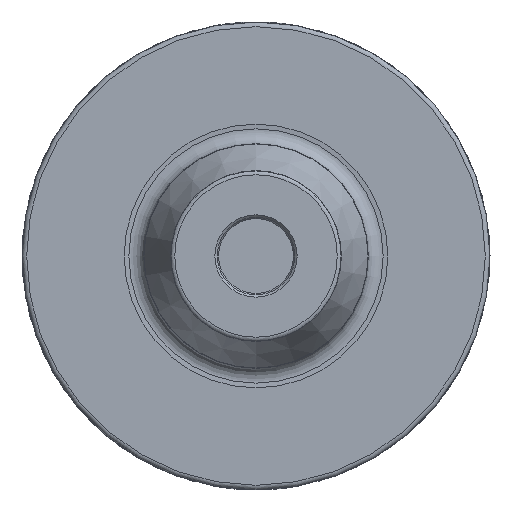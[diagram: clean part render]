
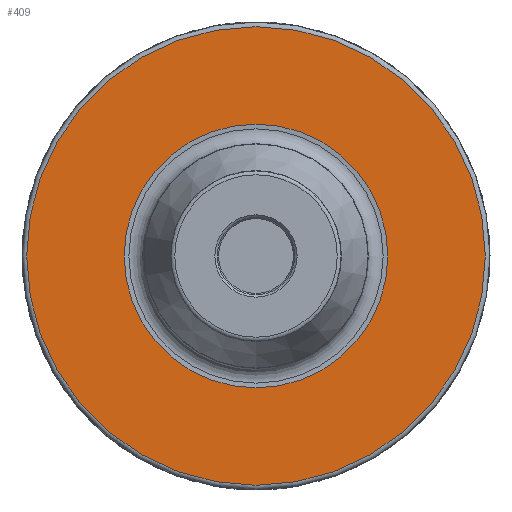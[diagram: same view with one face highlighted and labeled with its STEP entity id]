
A CAD part, left-side view. The second image highlights one B-rep face of the part: STEP entity #409.
In plain terms, the highlighted planar face has unit normal (-1, 0, 0).
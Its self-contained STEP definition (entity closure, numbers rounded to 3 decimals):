
#332=FACE_BOUND('',#577,.T.);
#333=FACE_BOUND('',#578,.T.);
#409=ADVANCED_FACE('',(#332,#333),#465,.F.);
#465=PLANE('',#1443);
#577=EDGE_LOOP('',(#791));
#578=EDGE_LOOP('',(#792));
#791=ORIENTED_EDGE('',*,*,#1240,.T.);
#792=ORIENTED_EDGE('',*,*,#1239,.F.);
#1087=VERTEX_POINT('',#2487);
#1088=VERTEX_POINT('',#2490);
#1239=EDGE_CURVE('',#1087,#1087,#1340,.T.);
#1240=EDGE_CURVE('',#1088,#1088,#1341,.T.);
#1340=CIRCLE('',#1440,48.995);
#1341=CIRCLE('',#1442,28.174);
#1440=AXIS2_PLACEMENT_3D('',#2486,#1687,#1688);
#1442=AXIS2_PLACEMENT_3D('',#2489,#1691,#1692);
#1443=AXIS2_PLACEMENT_3D('',#2491,#1693,#1694);
#1687=DIRECTION('',(1.,0.,0.));
#1688=DIRECTION('',(0.,0.,1.));
#1691=DIRECTION('',(1.,0.,0.));
#1692=DIRECTION('',(0.,0.,1.));
#1693=DIRECTION('',(1.,0.,0.));
#1694=DIRECTION('',(0.,0.,-1.));
#2486=CARTESIAN_POINT('',(42.,0.,0.));
#2487=CARTESIAN_POINT('',(42.,0.,48.995));
#2489=CARTESIAN_POINT('',(42.,0.,0.));
#2490=CARTESIAN_POINT('',(42.,0.,28.174));
#2491=CARTESIAN_POINT('',(42.,48.995,0.));
